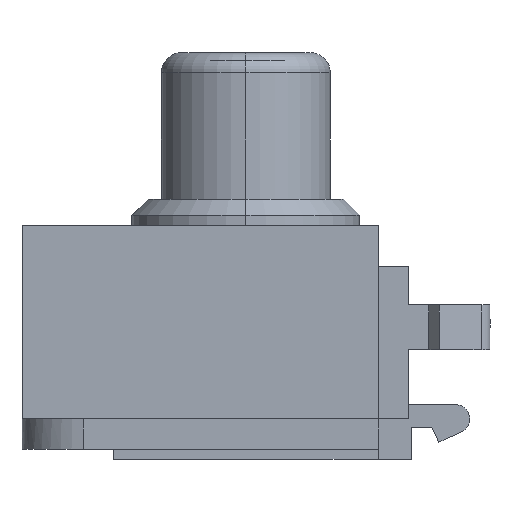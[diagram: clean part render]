
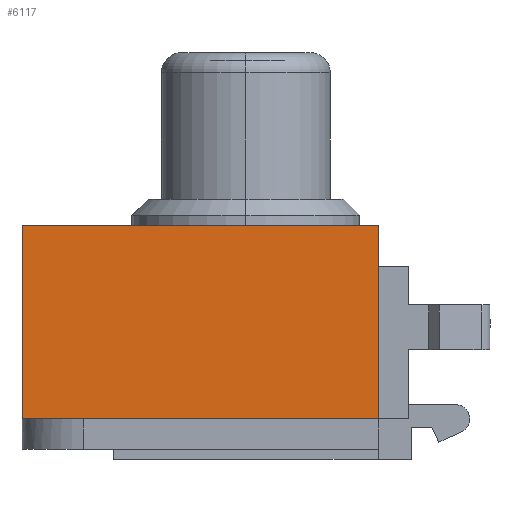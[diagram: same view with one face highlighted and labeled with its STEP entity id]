
A CAD part, left-side view. The second image highlights one B-rep face of the part: STEP entity #6117.
In plain terms, the highlighted planar face has unit normal (-1, 0, 0).
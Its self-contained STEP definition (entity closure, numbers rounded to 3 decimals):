
#247 = ORIENTED_EDGE ( 'NONE', *, *, #7147, .T. ) ;
#598 = LINE ( 'NONE', #7745, #4532 ) ;
#687 = CARTESIAN_POINT ( 'NONE',  ( -22.65, 11., 1.5 ) ) ;
#1222 = EDGE_CURVE ( 'NONE', #7682, #1514, #6836, .T. ) ;
#1500 = CARTESIAN_POINT ( 'NONE',  ( -22.65, 11., 11. ) ) ;
#1514 = VERTEX_POINT ( 'NONE', #2137 ) ;
#1786 = DIRECTION ( 'NONE',  ( 1., 0., 0. ) ) ;
#2137 = CARTESIAN_POINT ( 'NONE',  ( -22.65, -6.5, 11. ) ) ;
#2179 = VECTOR ( 'NONE', #2469, 1000. ) ;
#2230 = DIRECTION ( 'NONE',  ( 0., 0., -1. ) ) ;
#2307 = EDGE_LOOP ( 'NONE', ( #6478, #7718, #5854, #247 ) ) ;
#2469 = DIRECTION ( 'NONE',  ( 0., 1., 0. ) ) ;
#3032 = CARTESIAN_POINT ( 'NONE',  ( -22.65, 11., 1.5 ) ) ;
#3173 = CARTESIAN_POINT ( 'NONE',  ( -22.65, 11., 11. ) ) ;
#3304 = VECTOR ( 'NONE', #3854, 1000. ) ;
#3517 = AXIS2_PLACEMENT_3D ( 'NONE', #4033, #1786, #5872 ) ;
#3829 = CARTESIAN_POINT ( 'NONE',  ( -22.65, -6.5, 1.5 ) ) ;
#3854 = DIRECTION ( 'NONE',  ( 0., -1., 0. ) ) ;
#3930 = CARTESIAN_POINT ( 'NONE',  ( -22.65, 11., 11. ) ) ;
#3956 = FACE_OUTER_BOUND ( 'NONE', #2307, .T. ) ;
#4033 = CARTESIAN_POINT ( 'NONE',  ( -22.65, 11., 11. ) ) ;
#4069 = VERTEX_POINT ( 'NONE', #3829 ) ;
#4496 = VERTEX_POINT ( 'NONE', #3032 ) ;
#4516 = LINE ( 'NONE', #3930, #5305 ) ;
#4532 = VECTOR ( 'NONE', #7230, 1000. ) ;
#5305 = VECTOR ( 'NONE', #2230, 1000. ) ;
#5776 = PLANE ( 'NONE',  #3517 ) ;
#5854 = ORIENTED_EDGE ( 'NONE', *, *, #1222, .F. ) ;
#5872 = DIRECTION ( 'NONE',  ( 0., 1., 0. ) ) ;
#6117 = ADVANCED_FACE ( 'NONE', ( #3956 ), #5776, .F. ) ;
#6190 = EDGE_CURVE ( 'NONE', #4069, #4496, #7204, .T. ) ;
#6478 = ORIENTED_EDGE ( 'NONE', *, *, #6190, .F. ) ;
#6589 = EDGE_CURVE ( 'NONE', #1514, #4069, #598, .T. ) ;
#6836 = LINE ( 'NONE', #1500, #3304 ) ;
#7147 = EDGE_CURVE ( 'NONE', #7682, #4496, #4516, .T. ) ;
#7204 = LINE ( 'NONE', #687, #2179 ) ;
#7230 = DIRECTION ( 'NONE',  ( 0., 0., -1. ) ) ;
#7682 = VERTEX_POINT ( 'NONE', #3173 ) ;
#7718 = ORIENTED_EDGE ( 'NONE', *, *, #6589, .F. ) ;
#7745 = CARTESIAN_POINT ( 'NONE',  ( -22.65, -6.5, 11. ) ) ;
